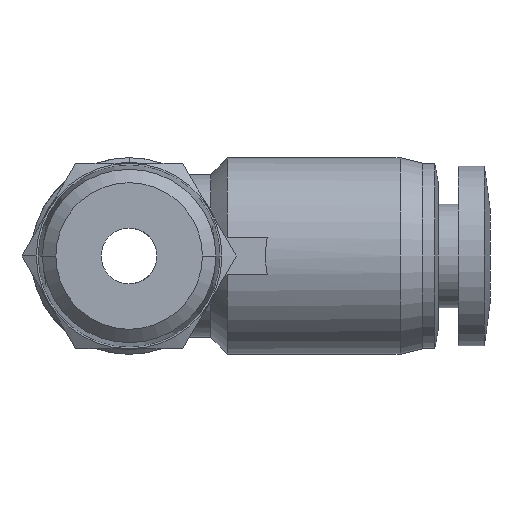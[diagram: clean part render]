
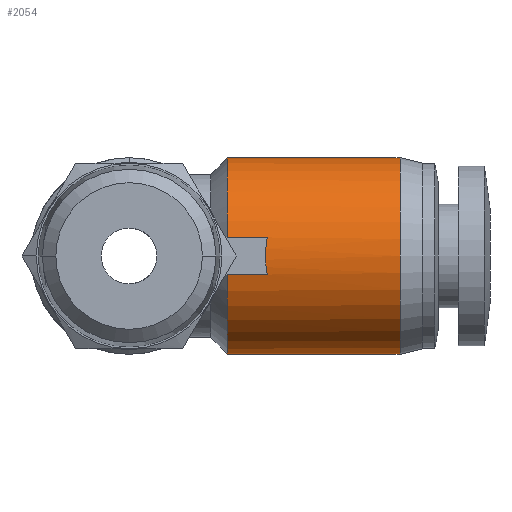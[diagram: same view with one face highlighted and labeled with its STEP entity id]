
A CAD part, front view. The second image highlights one B-rep face of the part: STEP entity #2054.
In plain terms, the highlighted cylindrical face has radius 5.3 mm (diameter 10.6 mm), a partial arc.
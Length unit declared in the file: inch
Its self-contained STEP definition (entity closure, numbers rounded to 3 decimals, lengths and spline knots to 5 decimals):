
#16 = DIRECTION ( 'NONE',  ( -1., 0., 0. ) ) ;
#110 = LINE ( 'NONE', #241, #2131 ) ;
#122 = ORIENTED_EDGE ( 'NONE', *, *, #319, .T. ) ;
#134 = EDGE_CURVE ( 'NONE', #4396, #1142, #2202, .T. ) ;
#168 = DIRECTION ( 'NONE',  ( 1., 0., 0. ) ) ;
#241 = CARTESIAN_POINT ( 'NONE',  ( 0.24902, 0.49213, 0.20866 ) ) ;
#316 = DIRECTION ( 'NONE',  ( -1., 0., 0. ) ) ;
#319 = EDGE_CURVE ( 'NONE', #1630, #3461, #2855, .T. ) ;
#504 = CARTESIAN_POINT ( 'NONE',  ( 0.5748, 0.49213, 0.20866 ) ) ;
#626 = CARTESIAN_POINT ( 'NONE',  ( 0.29312, 0.28721, -0.03937 ) ) ;
#642 = CARTESIAN_POINT ( 'NONE',  ( 0.29312, 0.28721, 0.03937 ) ) ;
#695 = CARTESIAN_POINT ( 'NONE',  ( 0.28811, 0.2822, 0.01328 ) ) ;
#715 = VERTEX_POINT ( 'NONE', #4516 ) ;
#890 = CARTESIAN_POINT ( 'NONE',  ( 0.28811, 0.2822, -0.01328 ) ) ;
#941 = AXIS2_PLACEMENT_3D ( 'NONE', #4909, #4688, #4546 ) ;
#1108 = CARTESIAN_POINT ( 'NONE',  ( 0.24902, 0.28721, 0.03937 ) ) ;
#1142 = VERTEX_POINT ( 'NONE', #4545 ) ;
#1328 = CYLINDRICAL_SURFACE ( 'NONE', #941, 0.20866 ) ;
#1537 = CARTESIAN_POINT ( 'NONE',  ( 0.24902, 0.28721, -0.03937 ) ) ;
#1593 = EDGE_CURVE ( 'NONE', #3661, #715, #110, .T. ) ;
#1630 = VERTEX_POINT ( 'NONE', #1904 ) ;
#1747 = ORIENTED_EDGE ( 'NONE', *, *, #2029, .T. ) ;
#1870 = DIRECTION ( 'NONE',  ( -1., 0., 0. ) ) ;
#1888 = CARTESIAN_POINT ( 'NONE',  ( 0.24902, 0.49213, -0.20866 ) ) ;
#1904 = CARTESIAN_POINT ( 'NONE',  ( 0.29312, 0.28721, 0.03937 ) ) ;
#2029 = EDGE_CURVE ( 'NONE', #715, #2676, #2821, .T. ) ;
#2054 = ADVANCED_FACE ( 'NONE', ( #3851 ), #1328, .T. ) ;
#2131 = VECTOR ( 'NONE', #16, 39.37008 ) ;
#2168 = ORIENTED_EDGE ( 'NONE', *, *, #2782, .T. ) ;
#2197 = VECTOR ( 'NONE', #1870, 39.37008 ) ;
#2202 = LINE ( 'NONE', #1888, #2197 ) ;
#2417 = AXIS2_PLACEMENT_3D ( 'NONE', #2479, #168, #2859 ) ;
#2479 = CARTESIAN_POINT ( 'NONE',  ( 0.20866, 0.49213, 0. ) ) ;
#2611 = CARTESIAN_POINT ( 'NONE',  ( 0.5748, 0.49213, 0. ) ) ;
#2626 = DIRECTION ( 'NONE',  ( 1., 0., 0. ) ) ;
#2657 = LINE ( 'NONE', #1108, #4587 ) ;
#2676 = VERTEX_POINT ( 'NONE', #4337 ) ;
#2782 = EDGE_CURVE ( 'NONE', #4051, #1142, #3610, .T. ) ;
#2816 = ORIENTED_EDGE ( 'NONE', *, *, #3462, .T. ) ;
#2821 = CIRCLE ( 'NONE', #4114, 0.20866 ) ;
#2855 =( BOUNDED_CURVE ( )  B_SPLINE_CURVE ( 3, ( #642, #695, #890, #626 ),
 .UNSPECIFIED., .F., .F. ) 
 B_SPLINE_CURVE_WITH_KNOTS ( ( 4, 4 ),
 ( 6.09337, 6.473 ),
 .UNSPECIFIED. ) 
 CURVE ( )  GEOMETRIC_REPRESENTATION_ITEM ( )  RATIONAL_B_SPLINE_CURVE ( ( 1., 0.988, 0.988, 1. ) ) 
 REPRESENTATION_ITEM ( '' )  );
#2859 = DIRECTION ( 'NONE',  ( 0., 0., 1. ) ) ;
#2868 = ORIENTED_EDGE ( 'NONE', *, *, #3111, .T. ) ;
#2988 = DIRECTION ( 'NONE',  ( 0., 0., 1. ) ) ;
#3111 = EDGE_CURVE ( 'NONE', #3461, #4051, #3964, .T. ) ;
#3421 = EDGE_CURVE ( 'NONE', #4396, #3661, #3696, .T. ) ;
#3461 = VERTEX_POINT ( 'NONE', #4544 ) ;
#3462 = EDGE_CURVE ( 'NONE', #2676, #1630, #2657, .T. ) ;
#3481 = ORIENTED_EDGE ( 'NONE', *, *, #3421, .T. ) ;
#3499 = CARTESIAN_POINT ( 'NONE',  ( 0.5748, 0.49213, -0.20866 ) ) ;
#3610 = CIRCLE ( 'NONE', #2417, 0.20866 ) ;
#3661 = VERTEX_POINT ( 'NONE', #504 ) ;
#3696 = CIRCLE ( 'NONE', #4332, 0.20866 ) ;
#3809 = EDGE_LOOP ( 'NONE', ( #4432, #3481, #4702, #1747, #2816, #122, #2868, #2168 ) ) ;
#3844 = DIRECTION ( 'NONE',  ( -1., 0., 0. ) ) ;
#3851 = FACE_OUTER_BOUND ( 'NONE', #3809, .T. ) ;
#3964 = LINE ( 'NONE', #1537, #4908 ) ;
#4051 = VERTEX_POINT ( 'NONE', #4749 ) ;
#4114 = AXIS2_PLACEMENT_3D ( 'NONE', #4838, #4825, #4816 ) ;
#4332 = AXIS2_PLACEMENT_3D ( 'NONE', #2611, #316, #2988 ) ;
#4337 = CARTESIAN_POINT ( 'NONE',  ( 0.20866, 0.28721, 0.03937 ) ) ;
#4396 = VERTEX_POINT ( 'NONE', #3499 ) ;
#4432 = ORIENTED_EDGE ( 'NONE', *, *, #134, .F. ) ;
#4516 = CARTESIAN_POINT ( 'NONE',  ( 0.20866, 0.49213, 0.20866 ) ) ;
#4544 = CARTESIAN_POINT ( 'NONE',  ( 0.29312, 0.28721, -0.03937 ) ) ;
#4545 = CARTESIAN_POINT ( 'NONE',  ( 0.20866, 0.49213, -0.20866 ) ) ;
#4546 = DIRECTION ( 'NONE',  ( 0., 0., 1. ) ) ;
#4587 = VECTOR ( 'NONE', #2626, 39.37008 ) ;
#4688 = DIRECTION ( 'NONE',  ( -1., 0., 0. ) ) ;
#4702 = ORIENTED_EDGE ( 'NONE', *, *, #1593, .T. ) ;
#4749 = CARTESIAN_POINT ( 'NONE',  ( 0.20866, 0.28721, -0.03937 ) ) ;
#4816 = DIRECTION ( 'NONE',  ( 0., 0., 1. ) ) ;
#4825 = DIRECTION ( 'NONE',  ( 1., 0., 0. ) ) ;
#4838 = CARTESIAN_POINT ( 'NONE',  ( 0.20866, 0.49213, 0. ) ) ;
#4908 = VECTOR ( 'NONE', #3844, 39.37008 ) ;
#4909 = CARTESIAN_POINT ( 'NONE',  ( 0.24902, 0.49213, 0. ) ) ;
